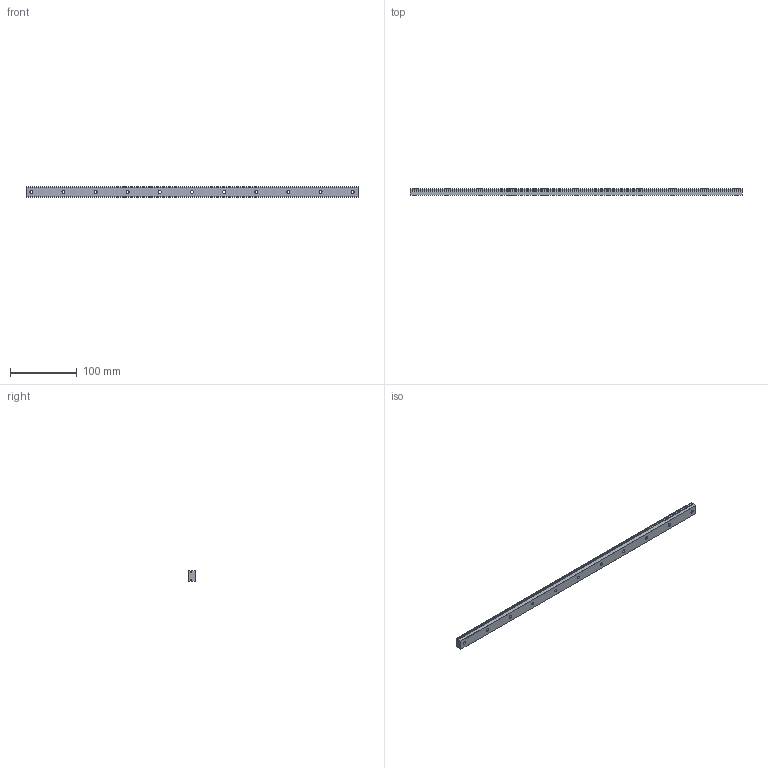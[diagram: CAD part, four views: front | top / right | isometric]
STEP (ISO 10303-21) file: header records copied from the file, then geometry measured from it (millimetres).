
FILE_DESCRIPTION (( 'STEP AP214' ), '1' );
FILE_NAME ('Linear Motion Guide Rail 496mm眻盄堍雄賑寢.step', '2016-10-28T04:17:40', ( 'dell' ), ( '' ), 'SwSTEP 2.0', 'SolidWorks 2013', '' );
FILE_SCHEMA (( 'AUTOMOTIVE_DESIGN' ));
Length unit declared in the file: millimetre
Products named in the file (1): Linear Motion Guide Rail 496mm眻盄堍雄賑寢
Bounding box: 496 x 10 x 15 mm (x, y, z)
Volume: 68037.4 mm3; surface area: 29723 mm2
Topology: 1 solids, 1 shells, 77 faces, 192 edges, 128 vertices
Faces by surface type: cylinder 44, plane 33
Entity records: 2412 total; most frequent: DIRECTION 436, CARTESIAN_POINT 398, ORIENTED_EDGE 384, EDGE_CURVE 192, AXIS2_PLACEMENT_3D 166, VERTEX_POINT 128, EDGE_LOOP 110, LINE 104
